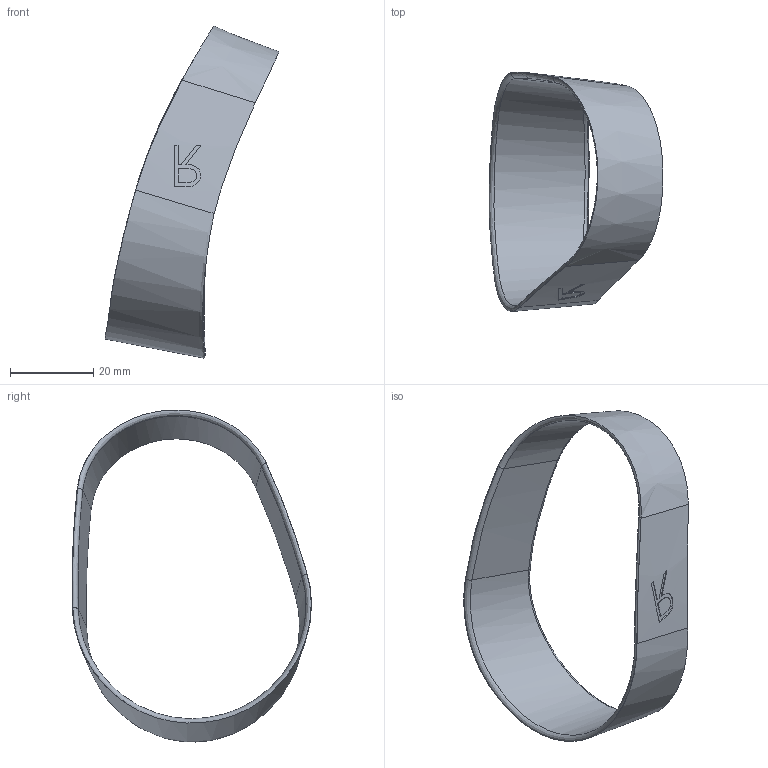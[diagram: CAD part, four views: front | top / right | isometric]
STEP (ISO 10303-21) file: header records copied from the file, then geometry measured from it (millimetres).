
FILE_DESCRIPTION (( 'STEP AP203' ), '1' );
FILE_NAME ('2015-09-22_Unterarm_Handinnenteil_R.STEP', '2015-09-22T17:18:25', ( 'Anwender' ), ( '' ), 'SwSTEP 2.0', 'SolidWorks 2014', '' );
FILE_SCHEMA (( 'CONFIG_CONTROL_DESIGN' ));
Length unit declared in the file: millimetre
Products named in the file (1): 2015-09-22_Unterarm_Handinnenteil_R
Bounding box: 41.79 x 57.44 x 79.75 mm (x, y, z)
Volume: 5218 mm3; surface area: 8853.2 mm2
Topology: 1 solids, 1 shells, 40 faces, 110 edges, 71 vertices
Faces by surface type: bspline 29, plane 11
Entity records: 10633 total; most frequent: CARTESIAN_POINT 9808, ORIENTED_EDGE 218, EDGE_CURVE 109, B_SPLINE_CURVE_WITH_KNOTS 80, VERTEX_POINT 71, DIRECTION 52, EDGE_LOOP 42, FACE_OUTER_BOUND 40
